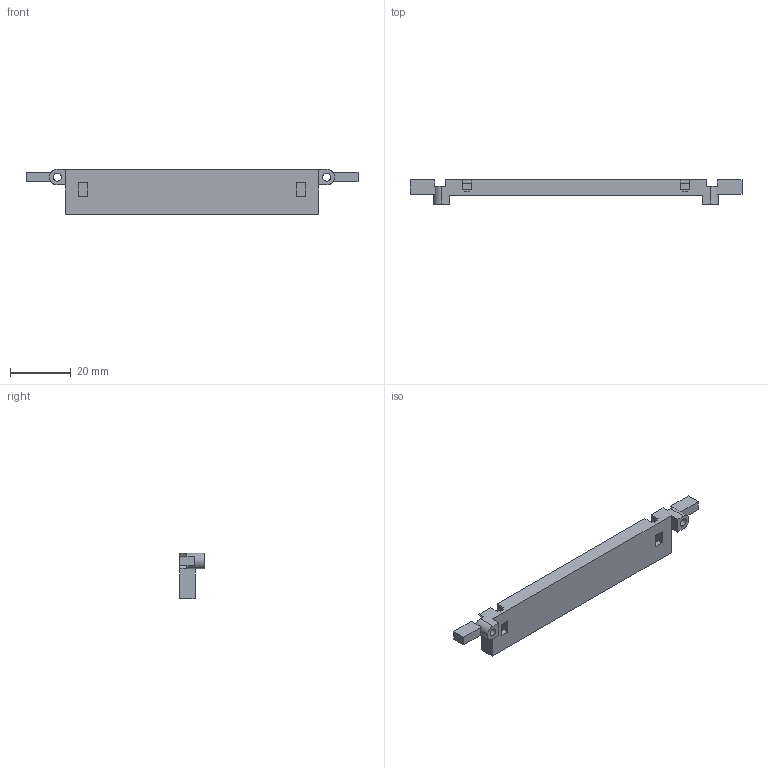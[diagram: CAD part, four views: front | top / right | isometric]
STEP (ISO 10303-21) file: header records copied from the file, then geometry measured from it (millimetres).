
FILE_DESCRIPTION(/* description */ (''),/* implementation_level */ '2;1');
FILE_NAME(/* name */ '100123831ugm000_b.stp',/* time_stamp */ '2012-10-11T14:06:35+02:00',/* author */ (''),/* organization */ (''),/* preprocessor_version */ 'ST-DEVELOPER v11',/* originating_system */ 'SIEMENS PLM Software NX 7.5',/* authorisation */ '');
FILE_SCHEMA (('AUTOMOTIVE_DESIGN { 1 0 10303 214 1 1 1 1 }'));
Length unit declared in the file: millimetre
Products named in the file (1): 100123831ugm000_b
Bounding box: 109.55 x 8 x 15 mm (x, y, z)
Volume: 5655.7 mm3; surface area: 4773.6 mm2
Topology: 1 solids, 1 shells, 63 faces, 192 edges, 127 vertices
Faces by surface type: plane 59, cylinder 4
Full cylindrical faces by diameter (mm): 2.65 x2
Entity records: 2157 total; most frequent: CARTESIAN_POINT 399, ORIENTED_EDGE 380, DIRECTION 322, EDGE_CURVE 190, LINE 174, VECTOR 174, VERTEX_POINT 126, AXIS2_PLACEMENT_3D 74
